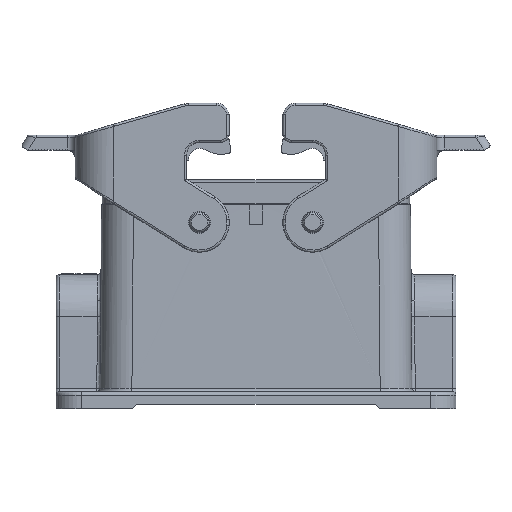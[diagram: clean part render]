
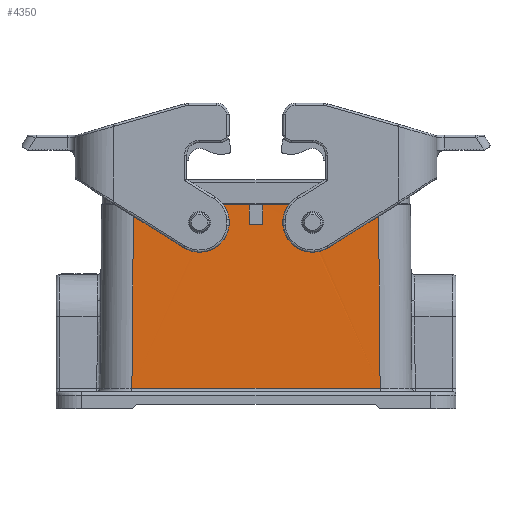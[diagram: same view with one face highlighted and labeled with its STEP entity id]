
A CAD part, front view. The second image highlights one B-rep face of the part: STEP entity #4350.
In plain terms, the highlighted planar face has unit normal (0, -1, 0.007).
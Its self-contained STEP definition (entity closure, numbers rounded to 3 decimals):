
#72=ELLIPSE('',#17902,3.5,3.5);
#73=ELLIPSE('',#17903,3.5,3.5);
#3611=FACE_BOUND('',#6092,.T.);
#3612=FACE_BOUND('',#6093,.T.);
#3613=FACE_BOUND('',#6094,.T.);
#3889=PLANE('',#17904);
#4350=ADVANCED_FACE('',(#3611,#3612,#3613),#3889,.T.);
#6092=EDGE_LOOP('',(#10144,#10145,#10146,#10147));
#6093=EDGE_LOOP('',(#10148,#10149,#10150,#10151));
#6094=EDGE_LOOP('',(#10152,#10153,#10154,#10155,#10156,#10157,#10158,#10159));
#7115=LINE('',#26490,#8288);
#7116=LINE('',#26494,#8289);
#7117=LINE('',#26507,#8290);
#7118=LINE('',#26511,#8291);
#7119=LINE('',#26512,#8292);
#7120=LINE('',#26515,#8293);
#7121=LINE('',#26517,#8294);
#7122=LINE('',#26519,#8295);
#7123=LINE('',#26521,#8296);
#7124=LINE('',#26523,#8297);
#7125=LINE('',#26525,#8298);
#7126=LINE('',#26527,#8299);
#8288=VECTOR('',#19804,1.);
#8289=VECTOR('',#19807,1.);
#8290=VECTOR('',#19808,1.);
#8291=VECTOR('',#19811,1.);
#8292=VECTOR('',#19812,1.);
#8293=VECTOR('',#19813,1.);
#8294=VECTOR('',#19814,1.);
#8295=VECTOR('',#19815,1.);
#8296=VECTOR('',#19816,1.);
#8297=VECTOR('',#19817,1.);
#8298=VECTOR('',#19818,1.);
#8299=VECTOR('',#19819,1.);
#10144=ORIENTED_EDGE('',*,*,#14759,.F.);
#10145=ORIENTED_EDGE('',*,*,#14760,.F.);
#10146=ORIENTED_EDGE('',*,*,#14761,.F.);
#10147=ORIENTED_EDGE('',*,*,#14762,.F.);
#10148=ORIENTED_EDGE('',*,*,#14763,.F.);
#10149=ORIENTED_EDGE('',*,*,#14764,.F.);
#10150=ORIENTED_EDGE('',*,*,#14765,.F.);
#10151=ORIENTED_EDGE('',*,*,#14766,.F.);
#10152=ORIENTED_EDGE('',*,*,#14767,.T.);
#10153=ORIENTED_EDGE('',*,*,#14768,.T.);
#10154=ORIENTED_EDGE('',*,*,#14769,.T.);
#10155=ORIENTED_EDGE('',*,*,#14770,.T.);
#10156=ORIENTED_EDGE('',*,*,#14771,.F.);
#10157=ORIENTED_EDGE('',*,*,#14772,.T.);
#10158=ORIENTED_EDGE('',*,*,#14773,.F.);
#10159=ORIENTED_EDGE('',*,*,#14774,.T.);
#13334=VERTEX_POINT('',#26488);
#13335=VERTEX_POINT('',#26489);
#13336=VERTEX_POINT('',#26491);
#13337=VERTEX_POINT('',#26493);
#13338=VERTEX_POINT('',#26505);
#13339=VERTEX_POINT('',#26506);
#13340=VERTEX_POINT('',#26508);
#13341=VERTEX_POINT('',#26510);
#13342=VERTEX_POINT('',#26513);
#13343=VERTEX_POINT('',#26514);
#13344=VERTEX_POINT('',#26516);
#13345=VERTEX_POINT('',#26518);
#13346=VERTEX_POINT('',#26520);
#13347=VERTEX_POINT('',#26522);
#13348=VERTEX_POINT('',#26524);
#13349=VERTEX_POINT('',#26526);
#14759=EDGE_CURVE('',#13334,#13335,#16846,.T.);
#14760=EDGE_CURVE('',#13336,#13334,#7115,.T.);
#14761=EDGE_CURVE('',#13337,#13336,#72,.T.);
#14762=EDGE_CURVE('',#13335,#13337,#7116,.T.);
#14763=EDGE_CURVE('',#13338,#13339,#16847,.T.);
#14764=EDGE_CURVE('',#13340,#13338,#7117,.T.);
#14765=EDGE_CURVE('',#13341,#13340,#73,.T.);
#14766=EDGE_CURVE('',#13339,#13341,#7118,.T.);
#14767=EDGE_CURVE('',#13342,#13343,#7119,.T.);
#14768=EDGE_CURVE('',#13343,#13344,#7120,.T.);
#14769=EDGE_CURVE('',#13344,#13345,#7121,.T.);
#14770=EDGE_CURVE('',#13345,#13346,#7122,.T.);
#14771=EDGE_CURVE('',#13347,#13346,#7123,.T.);
#14772=EDGE_CURVE('',#13347,#13348,#7124,.T.);
#14773=EDGE_CURVE('',#13349,#13348,#7125,.T.);
#14774=EDGE_CURVE('',#13349,#13342,#7126,.T.);
#16846=B_SPLINE_CURVE_WITH_KNOTS('',3,(#26478,#26479,#26480,#26481,#26482,
#26483,#26484,#26485,#26486,#26487),.UNSPECIFIED.,.F.,.F.,(4,2,2,2,4),(0.,
0.25,0.5,0.75,1.),.UNSPECIFIED.);
#16847=B_SPLINE_CURVE_WITH_KNOTS('',3,(#26495,#26496,#26497,#26498,#26499,
#26500,#26501,#26502,#26503,#26504),.UNSPECIFIED.,.F.,.F.,(4,2,2,2,4),(0.,
0.25,0.5,0.75,1.),.UNSPECIFIED.);
#17902=AXIS2_PLACEMENT_3D('',#26492,#19805,#19806);
#17903=AXIS2_PLACEMENT_3D('',#26509,#19809,#19810);
#17904=AXIS2_PLACEMENT_3D('',#26528,#19820,#19821);
#19804=DIRECTION('',(-1.,0.,0.));
#19805=DIRECTION('',(0.,-1.,0.007));
#19806=DIRECTION('',(0.,-0.007,-1.));
#19807=DIRECTION('',(-1.,0.,0.));
#19808=DIRECTION('',(-1.,0.,0.));
#19809=DIRECTION('',(0.,-1.,0.007));
#19810=DIRECTION('',(0.,-0.007,-1.));
#19811=DIRECTION('',(-1.,0.,0.));
#19812=DIRECTION('',(-0.009,-0.007,-1.));
#19813=DIRECTION('',(1.,0.,0.));
#19814=DIRECTION('',(-0.009,0.007,1.));
#19815=DIRECTION('',(-1.,0.,0.));
#19816=DIRECTION('',(0.,0.007,1.));
#19817=DIRECTION('',(-1.,0.,0.));
#19818=DIRECTION('',(0.,-0.007,-1.));
#19819=DIRECTION('',(-1.,0.,0.));
#19820=DIRECTION('',(0.,-1.,0.007));
#19821=DIRECTION('',(0.,-0.007,-1.));
#26478=CARTESIAN_POINT('',(15.1,-21.531,1.55));
#26479=CARTESIAN_POINT('',(15.1,-21.531,2.047));
#26480=CARTESIAN_POINT('',(14.925,-21.531,2.47));
#26481=CARTESIAN_POINT('',(14.222,-21.531,3.174));
#26482=CARTESIAN_POINT('',(13.798,-21.531,3.35));
#26483=CARTESIAN_POINT('',(12.804,-21.531,3.35));
#26484=CARTESIAN_POINT('',(12.38,-21.531,3.175));
#26485=CARTESIAN_POINT('',(11.676,-21.531,2.473));
#26486=CARTESIAN_POINT('',(11.501,-21.531,2.049));
#26487=CARTESIAN_POINT('',(11.5,-21.531,1.552));
#26488=CARTESIAN_POINT('',(15.1,-21.531,1.55));
#26489=CARTESIAN_POINT('',(11.502,-21.531,1.554));
#26490=CARTESIAN_POINT('',(57.,-21.531,1.55));
#26491=CARTESIAN_POINT('',(16.8,-21.531,1.55));
#26492=CARTESIAN_POINT('',(13.3,-21.531,1.55));
#26493=CARTESIAN_POINT('',(9.8,-21.531,1.55));
#26494=CARTESIAN_POINT('',(57.,-21.531,1.55));
#26495=CARTESIAN_POINT('',(-11.5,-21.531,1.55));
#26496=CARTESIAN_POINT('',(-11.5,-21.531,2.047));
#26497=CARTESIAN_POINT('',(-11.676,-21.531,2.471));
#26498=CARTESIAN_POINT('',(-12.378,-21.531,3.174));
#26499=CARTESIAN_POINT('',(-12.802,-21.531,3.35));
#26500=CARTESIAN_POINT('',(-13.796,-21.531,3.35));
#26501=CARTESIAN_POINT('',(-14.22,-21.531,3.175));
#26502=CARTESIAN_POINT('',(-14.924,-21.531,2.473));
#26503=CARTESIAN_POINT('',(-15.099,-21.531,2.049));
#26504=CARTESIAN_POINT('',(-15.1,-21.531,1.552));
#26505=CARTESIAN_POINT('',(-11.499,-21.531,1.55));
#26506=CARTESIAN_POINT('',(-15.098,-21.531,1.554));
#26507=CARTESIAN_POINT('',(57.,-21.531,1.55));
#26508=CARTESIAN_POINT('',(-9.8,-21.531,1.55));
#26509=CARTESIAN_POINT('',(-13.3,-21.531,1.55));
#26510=CARTESIAN_POINT('',(-16.8,-21.531,1.55));
#26511=CARTESIAN_POINT('',(57.,-21.531,1.55));
#26512=CARTESIAN_POINT('',(-29.169,-21.82,-37.515));
#26513=CARTESIAN_POINT('',(-28.8,-21.5,5.7));
#26514=CARTESIAN_POINT('',(-29.168,-21.819,-37.456));
#26515=CARTESIAN_POINT('',(29.175,-21.819,-37.456));
#26516=CARTESIAN_POINT('',(29.168,-21.819,-37.456));
#26517=CARTESIAN_POINT('',(29.177,-21.827,-38.487));
#26518=CARTESIAN_POINT('',(28.8,-21.5,5.7));
#26519=CARTESIAN_POINT('',(57.,-21.5,5.7));
#26520=CARTESIAN_POINT('',(1.6,-21.5,5.7));
#26521=CARTESIAN_POINT('',(1.6,-21.825,-38.25));
#26522=CARTESIAN_POINT('',(1.6,-21.535,1.));
#26523=CARTESIAN_POINT('',(57.,-21.535,1.));
#26524=CARTESIAN_POINT('',(-1.6,-21.535,1.));
#26525=CARTESIAN_POINT('',(-1.6,-21.825,-38.25));
#26526=CARTESIAN_POINT('',(-1.6,-21.5,5.7));
#26527=CARTESIAN_POINT('',(57.,-21.5,5.7));
#26528=CARTESIAN_POINT('',(57.,-21.825,-38.25));
